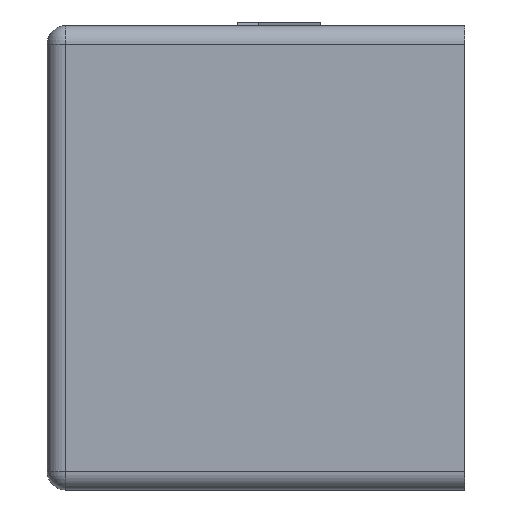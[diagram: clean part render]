
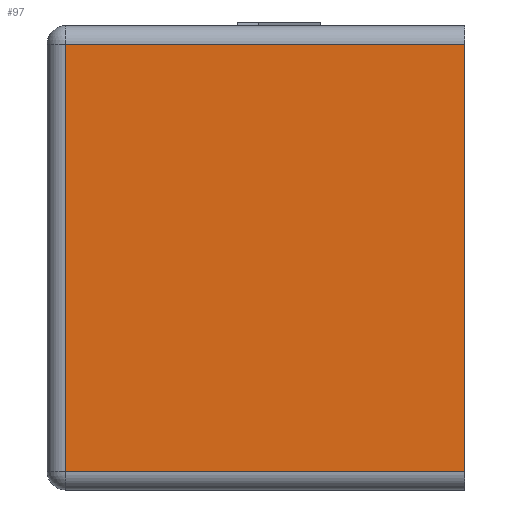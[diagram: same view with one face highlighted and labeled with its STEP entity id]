
A CAD part, left-side view. The second image highlights one B-rep face of the part: STEP entity #97.
In plain terms, the highlighted planar face has unit normal (-1, 0, 0).
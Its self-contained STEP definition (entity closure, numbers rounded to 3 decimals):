
#97 = ADVANCED_FACE( '', ( #278 ), #279, .T. );
#278 = FACE_OUTER_BOUND( '', #576, .T. );
#279 = PLANE( '', #577 );
#576 = EDGE_LOOP( '', ( #1069, #1070, #1071, #1072 ) );
#577 = AXIS2_PLACEMENT_3D( '', #1073, #1074, #1075 );
#1069 = ORIENTED_EDGE( '', *, *, #2059, .T. );
#1070 = ORIENTED_EDGE( '', *, *, #2028, .T. );
#1071 = ORIENTED_EDGE( '', *, *, #2060, .T. );
#1072 = ORIENTED_EDGE( '', *, *, #2007, .F. );
#1073 = CARTESIAN_POINT( '', ( -8.5, 22.5, -12.5 ) );
#1074 = DIRECTION( '', ( -1., 0., 0. ) );
#1075 = DIRECTION( '', ( 0., 1., 0. ) );
#2007 = EDGE_CURVE( '', #2444, #2446, #2447, .T. );
#2028 = EDGE_CURVE( '', #2473, #2478, #2480, .F. );
#2059 = EDGE_CURVE( '', #2444, #2473, #2530, .F. );
#2060 = EDGE_CURVE( '', #2478, #2446, #2531, .T. );
#2444 = VERTEX_POINT( '', #3093 );
#2446 = VERTEX_POINT( '', #3095 );
#2447 = LINE( '', #3096, #3097 );
#2473 = VERTEX_POINT( '', #3137 );
#2478 = VERTEX_POINT( '', #3143 );
#2480 = LINE( '', #3145, #3146 );
#2530 = LINE( '', #3208, #3209 );
#2531 = LINE( '', #3210, #3211 );
#3093 = CARTESIAN_POINT( '', ( -8.5, 0., 11.5 ) );
#3095 = CARTESIAN_POINT( '', ( -8.5, 0., -11.5 ) );
#3096 = CARTESIAN_POINT( '', ( -8.5, 0., -12.5 ) );
#3097 = VECTOR( '', #3721, 1000. );
#3137 = CARTESIAN_POINT( '', ( -8.5, 21.5, 11.5 ) );
#3143 = CARTESIAN_POINT( '', ( -8.5, 21.5, -11.5 ) );
#3145 = CARTESIAN_POINT( '', ( -8.5, 21.5, -12.5 ) );
#3146 = VECTOR( '', #3752, 1000. );
#3208 = CARTESIAN_POINT( '', ( -8.5, 22.5, 11.5 ) );
#3209 = VECTOR( '', #3819, 1000. );
#3210 = CARTESIAN_POINT( '', ( -8.5, 22.5, -11.5 ) );
#3211 = VECTOR( '', #3820, 1000. );
#3721 = DIRECTION( '', ( 0., 0., -1. ) );
#3752 = DIRECTION( '', ( 0., 0., 1. ) );
#3819 = DIRECTION( '', ( 0., -1., 0. ) );
#3820 = DIRECTION( '', ( 0., -1., 0. ) );
